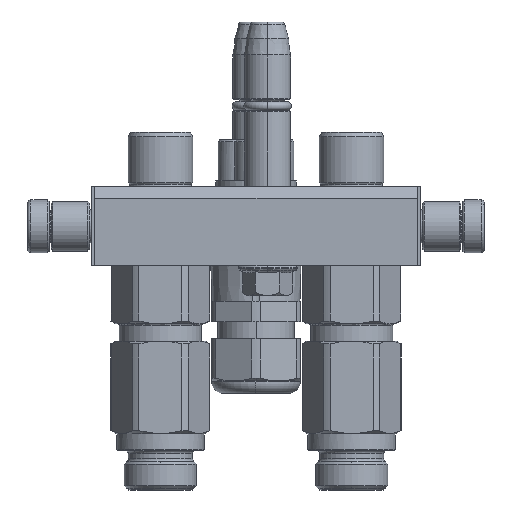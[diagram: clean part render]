
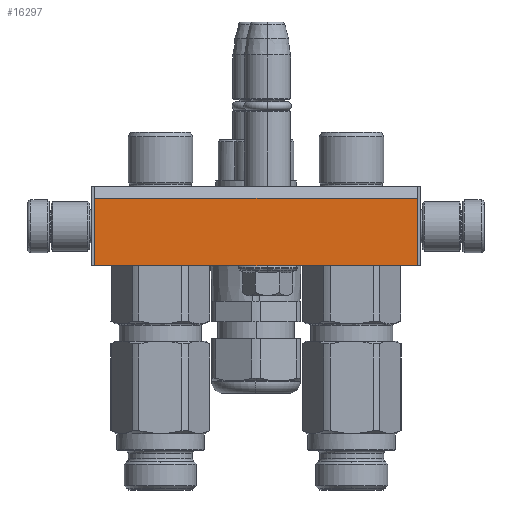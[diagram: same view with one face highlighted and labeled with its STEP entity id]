
A CAD part, left-side view. The second image highlights one B-rep face of the part: STEP entity #16297.
In plain terms, the highlighted face is planar.
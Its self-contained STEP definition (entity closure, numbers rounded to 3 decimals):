
#432 = VECTOR ( 'NONE', #21949, 1000. ) ;
#537 = CARTESIAN_POINT ( 'NONE',  ( -20., 3.464, 24. ) ) ;
#762 = VERTEX_POINT ( 'NONE', #26795 ) ;
#3568 = DIRECTION ( 'NONE',  ( 1., 0., 0. ) ) ;
#4111 = VECTOR ( 'NONE', #46287, 1000. ) ;
#4532 = EDGE_CURVE ( 'NONE', #762, #8358, #23355, .T. ) ;
#7246 = DIRECTION ( 'NONE',  ( 0., 0., 1. ) ) ;
#8358 = VERTEX_POINT ( 'NONE', #24169 ) ;
#10379 = FACE_OUTER_BOUND ( 'NONE', #43330, .T. ) ;
#10734 = CARTESIAN_POINT ( 'NONE',  ( 78., 24., 24. ) ) ;
#10867 = VERTEX_POINT ( 'NONE', #39955 ) ;
#15055 = ORIENTED_EDGE ( 'NONE', *, *, #41966, .F. ) ;
#16297 = ADVANCED_FACE ( 'NONE', ( #10379 ), #18150, .T. ) ;
#16947 = CARTESIAN_POINT ( 'NONE',  ( -20., 24., 24. ) ) ;
#17571 = ORIENTED_EDGE ( 'NONE', *, *, #25742, .T. ) ;
#18150 = PLANE ( 'NONE',  #39431 ) ;
#18312 = VECTOR ( 'NONE', #38516, 1000. ) ;
#20307 = CARTESIAN_POINT ( 'NONE',  ( 78., 3.464, 24. ) ) ;
#20358 = CARTESIAN_POINT ( 'NONE',  ( -20., 3.464, 24. ) ) ;
#20797 = DIRECTION ( 'NONE',  ( 1., 0., 0. ) ) ;
#21949 = DIRECTION ( 'NONE',  ( 0., 1., 0. ) ) ;
#22430 = LINE ( 'NONE', #20307, #4111 ) ;
#22696 = EDGE_CURVE ( 'NONE', #762, #10867, #36169, .T. ) ;
#23355 = LINE ( 'NONE', #537, #432 ) ;
#24169 = CARTESIAN_POINT ( 'NONE',  ( -20., 24., 24. ) ) ;
#25742 = EDGE_CURVE ( 'NONE', #10867, #44398, #22430, .T. ) ;
#26795 = CARTESIAN_POINT ( 'NONE',  ( -20., 3.464, 24. ) ) ;
#28708 = ORIENTED_EDGE ( 'NONE', *, *, #4532, .F. ) ;
#30217 = VECTOR ( 'NONE', #20797, 1000. ) ;
#32491 = ORIENTED_EDGE ( 'NONE', *, *, #22696, .T. ) ;
#36169 = LINE ( 'NONE', #20358, #18312 ) ;
#38516 = DIRECTION ( 'NONE',  ( 1., 0., 0. ) ) ;
#39431 = AXIS2_PLACEMENT_3D ( 'NONE', #43679, #7246, #3568 ) ;
#39955 = CARTESIAN_POINT ( 'NONE',  ( 78., 3.464, 24. ) ) ;
#41144 = LINE ( 'NONE', #16947, #30217 ) ;
#41966 = EDGE_CURVE ( 'NONE', #8358, #44398, #41144, .T. ) ;
#43330 = EDGE_LOOP ( 'NONE', ( #15055, #28708, #32491, #17571 ) ) ;
#43679 = CARTESIAN_POINT ( 'NONE',  ( -21., 0., 24. ) ) ;
#44398 = VERTEX_POINT ( 'NONE', #10734 ) ;
#46287 = DIRECTION ( 'NONE',  ( 0., 1., 0. ) ) ;
